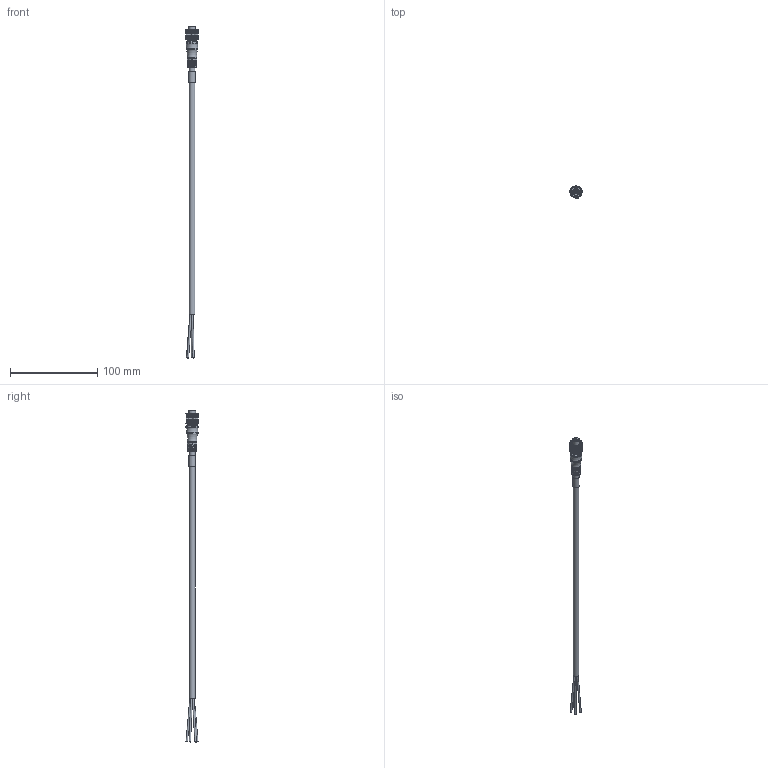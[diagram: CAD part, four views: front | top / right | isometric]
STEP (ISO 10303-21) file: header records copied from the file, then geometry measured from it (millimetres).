
FILE_DESCRIPTION(/* description */ (''),/* implementation_level */ '2;1');
FILE_NAME(/* name */ '889D-F4AE-2.stp',/* time_stamp */ '2019-12-03T17:07:43-08:00',/* author */ ('Phillips Lenovo'),/* organization */ ('Autodesk Inc.'),/* preprocessor_version */ 'ST-DEVELOPER v18',/* originating_system */ 'Autodesk Inventor 2020',/* authorisation */ '');
FILE_SCHEMA (('AUTOMOTIVE_DESIGN { 1 0 10303 214 3 1 1 }'));
Length unit declared in the file: inch
Products named in the file (1): 889D-F4AE-2
Bounding box: 14.01 x 14.26 x 380.13 mm (x, y, z)
Volume: 15220.2 mm3; surface area: 10610.2 mm2
Topology: 1 solids, 1 shells, 484 faces, 1181 edges, 718 vertices
Faces by surface type: plane 270, cylinder 172, cone 29, torus 13
Full cylindrical faces by diameter (mm): 1.27 x4, 1.778 x4, 2.032 x4, 6.731 x2, 7.747 x1, 7.874 x1, 8.636 x1, 10.973 x4, 10.998 x2, 11.938 x13, 13.513 x2
Entity records: 15090 total; most frequent: CARTESIAN_POINT 3338, DIRECTION 2615, ORIENTED_EDGE 2362, EDGE_CURVE 1181, AXIS2_PLACEMENT_3D 1019, VERTEX_POINT 718, LINE 577, VECTOR 577
